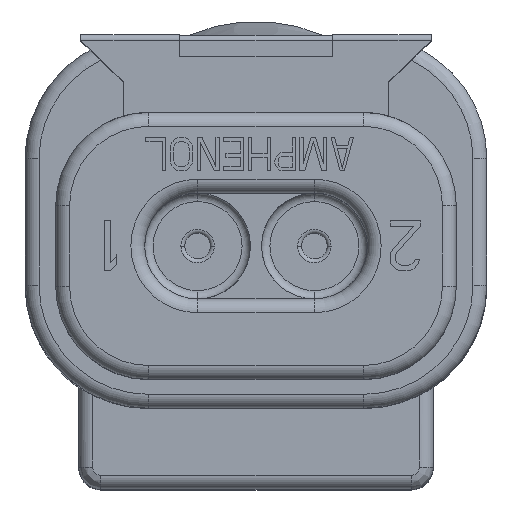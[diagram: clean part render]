
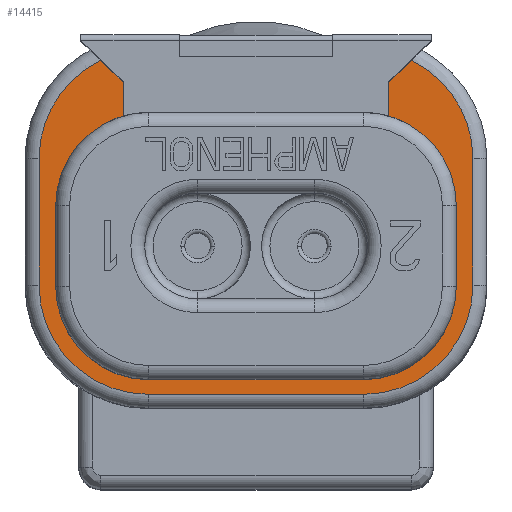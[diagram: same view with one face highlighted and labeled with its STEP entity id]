
A CAD part, top view. The second image highlights one B-rep face of the part: STEP entity #14415.
In plain terms, the highlighted planar face has unit normal (0, 0, 1).
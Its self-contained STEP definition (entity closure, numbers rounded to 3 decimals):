
#9=DIRECTION('',(-1.,0.,0.));
#10=VECTOR('',#9,7.75);
#11=CARTESIAN_POINT('',(3.875,-3.6,18.85));
#12=LINE('',#11,#10);
#605=DIRECTION('',(0.,1.,0.));
#606=VECTOR('',#605,2.95);
#607=CARTESIAN_POINT('',(-6.,-1.475,18.85));
#608=LINE('',#607,#606);
#625=CARTESIAN_POINT('',(3.87,3.17,18.85));
#626=DIRECTION('',(0.,0.,-1.));
#627=DIRECTION('',(0.436,0.9,0.));
#628=AXIS2_PLACEMENT_3D('',#625,#626,#627);
#630=CARTESIAN_POINT('',(3.87,-1.37,18.85));
#631=DIRECTION('',(0.,0.,-1.));
#632=DIRECTION('',(1.,0.,0.));
#633=AXIS2_PLACEMENT_3D('',#630,#631,#632);
#635=CARTESIAN_POINT('',(-3.87,-1.37,18.85));
#636=DIRECTION('',(0.,0.,-1.));
#637=DIRECTION('',(0.,-1.,0.));
#638=AXIS2_PLACEMENT_3D('',#635,#636,#637);
#640=CARTESIAN_POINT('',(-3.87,3.17,18.85));
#641=DIRECTION('',(0.,0.,-1.));
#642=DIRECTION('',(-1.,0.,0.));
#643=AXIS2_PLACEMENT_3D('',#640,#641,#642);
#645=DIRECTION('',(0.719,-0.695,0.));
#646=VECTOR('',#645,1.157);
#647=CARTESIAN_POINT('',(-5.583,6.707,18.85));
#648=LINE('',#647,#646);
#649=CARTESIAN_POINT('',(-3.875,1.475,18.85));
#650=DIRECTION('',(0.,0.,1.));
#651=DIRECTION('',(-0.412,0.911,0.));
#652=AXIS2_PLACEMENT_3D('',#649,#650,#651);
#654=CARTESIAN_POINT('',(-3.875,-1.475,18.85));
#655=DIRECTION('',(0.,0.,1.));
#656=DIRECTION('',(-1.,0.,0.));
#657=AXIS2_PLACEMENT_3D('',#654,#655,#656);
#659=CARTESIAN_POINT('',(3.875,-1.475,18.85));
#660=DIRECTION('',(0.,0.,1.));
#661=DIRECTION('',(0.,-1.,0.));
#662=AXIS2_PLACEMENT_3D('',#659,#660,#661);
#664=CARTESIAN_POINT('',(3.875,1.475,18.85));
#665=DIRECTION('',(0.,0.,1.));
#666=DIRECTION('',(1.,0.,0.));
#667=AXIS2_PLACEMENT_3D('',#664,#665,#666);
#669=DIRECTION('',(0.719,0.695,0.));
#670=VECTOR('',#669,1.157);
#671=CARTESIAN_POINT('',(4.75,5.903,18.85));
#672=LINE('',#671,#670);
#938=DIRECTION('',(0.,1.,0.));
#939=VECTOR('',#938,4.54);
#940=CARTESIAN_POINT('',(7.8,-1.37,18.85));
#941=LINE('',#940,#939);
#3951=DIRECTION('',(1.,0.,0.));
#3952=VECTOR('',#3951,7.74);
#3953=CARTESIAN_POINT('',(-3.87,-5.3,18.85));
#3954=LINE('',#3953,#3952);
#3974=DIRECTION('',(0.,-1.,0.));
#3975=VECTOR('',#3974,4.54);
#3976=CARTESIAN_POINT('',(-7.8,3.17,18.85));
#3977=LINE('',#3976,#3975);
#4171=DIRECTION('',(0.,1.,0.));
#4172=VECTOR('',#4171,2.492);
#4173=CARTESIAN_POINT('',(-4.75,3.411,18.85));
#4174=LINE('',#4173,#4172);
#4294=DIRECTION('',(0.,-1.,0.));
#4295=VECTOR('',#4294,2.492);
#4296=CARTESIAN_POINT('',(4.75,5.903,18.85));
#4297=LINE('',#4296,#4295);
#4370=DIRECTION('',(0.,-1.,0.));
#4371=VECTOR('',#4370,2.95);
#4372=CARTESIAN_POINT('',(6.,1.475,18.85));
#4373=LINE('',#4372,#4371);
#10936=CARTESIAN_POINT('',(4.75,3.411,18.85));
#10937=VERTEX_POINT('',#10936);
#10938=CARTESIAN_POINT('',(6.,1.475,18.85));
#10939=VERTEX_POINT('',#10938);
#10954=CARTESIAN_POINT('',(6.,-1.475,18.85));
#10955=VERTEX_POINT('',#10954);
#11068=CARTESIAN_POINT('',(5.583,6.707,18.85));
#11069=CARTESIAN_POINT('',(7.8,3.17,18.85));
#11070=VERTEX_POINT('',#11068);
#11071=VERTEX_POINT('',#11069);
#11072=CARTESIAN_POINT('',(7.8,-1.37,18.85));
#11073=VERTEX_POINT('',#11072);
#11074=CARTESIAN_POINT('',(3.87,-5.3,18.85));
#11075=VERTEX_POINT('',#11074);
#11076=CARTESIAN_POINT('',(-3.87,-5.3,18.85));
#11077=VERTEX_POINT('',#11076);
#11078=CARTESIAN_POINT('',(-7.8,-1.37,18.85));
#11079=VERTEX_POINT('',#11078);
#11080=CARTESIAN_POINT('',(-7.8,3.17,18.85));
#11081=VERTEX_POINT('',#11080);
#11082=CARTESIAN_POINT('',(-5.583,6.707,18.85));
#11083=VERTEX_POINT('',#11082);
#11084=CARTESIAN_POINT('',(-4.75,5.903,18.85));
#11085=VERTEX_POINT('',#11084);
#11086=CARTESIAN_POINT('',(-4.75,3.411,18.85));
#11087=VERTEX_POINT('',#11086);
#11088=CARTESIAN_POINT('',(-6.,1.475,18.85));
#11089=VERTEX_POINT('',#11088);
#11090=CARTESIAN_POINT('',(-6.,-1.475,18.85));
#11091=VERTEX_POINT('',#11090);
#11092=CARTESIAN_POINT('',(-3.875,-3.6,18.85));
#11093=VERTEX_POINT('',#11092);
#11094=CARTESIAN_POINT('',(3.875,-3.6,18.85));
#11095=VERTEX_POINT('',#11094);
#11096=CARTESIAN_POINT('',(4.75,5.903,18.85));
#11097=VERTEX_POINT('',#11096);
#14377=CARTESIAN_POINT('',(0.,0.,18.85));
#14378=DIRECTION('',(0.,0.,-1.));
#14379=DIRECTION('',(-1.,0.,0.));
#14380=AXIS2_PLACEMENT_3D('',#14377,#14378,#14379);
#14381=PLANE('',#14380);
#14383=ORIENTED_EDGE('',*,*,#14382,.T.);
#14385=ORIENTED_EDGE('',*,*,#14384,.F.);
#14387=ORIENTED_EDGE('',*,*,#14386,.T.);
#14389=ORIENTED_EDGE('',*,*,#14388,.F.);
#14391=ORIENTED_EDGE('',*,*,#14390,.T.);
#14393=ORIENTED_EDGE('',*,*,#14392,.F.);
#14395=ORIENTED_EDGE('',*,*,#14394,.T.);
#14397=ORIENTED_EDGE('',*,*,#14396,.T.);
#14399=ORIENTED_EDGE('',*,*,#14398,.F.);
#14400=ORIENTED_EDGE('',*,*,#14320,.T.);
#14401=ORIENTED_EDGE('',*,*,#14342,.F.);
#14402=ORIENTED_EDGE('',*,*,#14371,.T.);
#14403=ORIENTED_EDGE('',*,*,#13688,.F.);
#14405=ORIENTED_EDGE('',*,*,#14404,.T.);
#14407=ORIENTED_EDGE('',*,*,#14406,.F.);
#14408=ORIENTED_EDGE('',*,*,#14239,.T.);
#14410=ORIENTED_EDGE('',*,*,#14409,.F.);
#14412=ORIENTED_EDGE('',*,*,#14411,.T.);
#14413=EDGE_LOOP('',(#14383,#14385,#14387,#14389,#14391,#14393,#14395,#14397,
#14399,#14400,#14401,#14402,#14403,#14405,#14407,#14408,#14410,#14412));
#14414=FACE_OUTER_BOUND('',#14413,.F.);
#14415=ADVANCED_FACE('',(#14414),#14381,.F.);
#629=CIRCLE('',#628,3.93);
#634=CIRCLE('',#633,3.93);
#639=CIRCLE('',#638,3.93);
#644=CIRCLE('',#643,3.93);
#653=CIRCLE('',#652,2.125);
#658=CIRCLE('',#657,2.125);
#663=CIRCLE('',#662,2.125);
#668=CIRCLE('',#667,2.125);
#13688=EDGE_CURVE('',#11095,#11093,#12,.T.);
#14239=EDGE_CURVE('',#10939,#10937,#668,.T.);
#14320=EDGE_CURVE('',#11087,#11089,#653,.T.);
#14342=EDGE_CURVE('',#11091,#11089,#608,.T.);
#14371=EDGE_CURVE('',#11091,#11093,#658,.T.);
#14382=EDGE_CURVE('',#11070,#11071,#629,.T.);
#14384=EDGE_CURVE('',#11073,#11071,#941,.T.);
#14386=EDGE_CURVE('',#11073,#11075,#634,.T.);
#14388=EDGE_CURVE('',#11077,#11075,#3954,.T.);
#14390=EDGE_CURVE('',#11077,#11079,#639,.T.);
#14392=EDGE_CURVE('',#11081,#11079,#3977,.T.);
#14394=EDGE_CURVE('',#11081,#11083,#644,.T.);
#14396=EDGE_CURVE('',#11083,#11085,#648,.T.);
#14398=EDGE_CURVE('',#11087,#11085,#4174,.T.);
#14404=EDGE_CURVE('',#11095,#10955,#663,.T.);
#14406=EDGE_CURVE('',#10939,#10955,#4373,.T.);
#14409=EDGE_CURVE('',#11097,#10937,#4297,.T.);
#14411=EDGE_CURVE('',#11097,#11070,#672,.T.);
